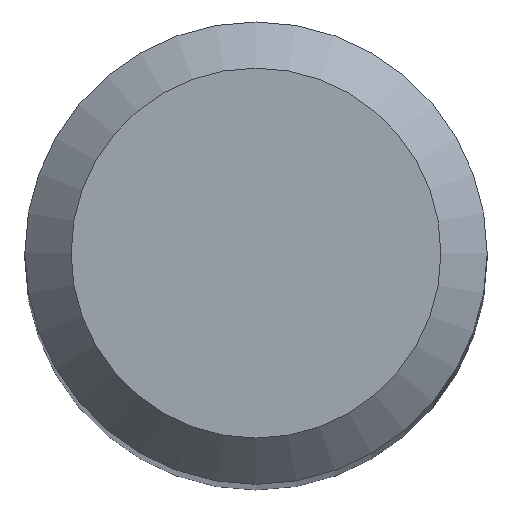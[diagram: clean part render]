
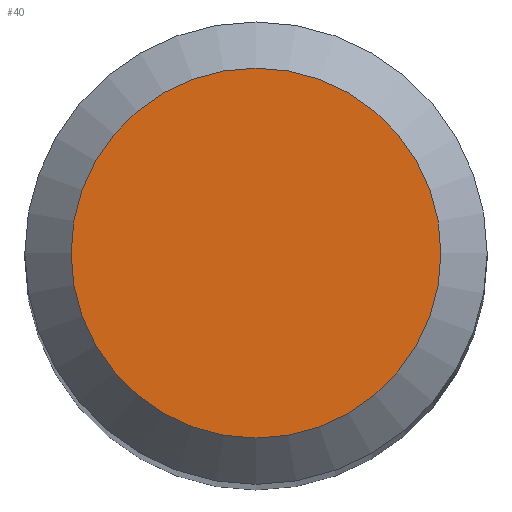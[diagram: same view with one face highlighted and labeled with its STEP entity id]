
A CAD part, top view. The second image highlights one B-rep face of the part: STEP entity #40.
In plain terms, the highlighted planar face has unit normal (0, 0, 1).
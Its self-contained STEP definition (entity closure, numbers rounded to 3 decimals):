
#1 = ORIENTED_EDGE ( 'NONE', *, *, #86, .F. ) ;
#8 = CARTESIAN_POINT ( 'NONE',  ( 0., 0., 60. ) ) ;
#17 = AXIS2_PLACEMENT_3D ( 'NONE', #8, #59, #199 ) ;
#26 = VERTEX_POINT ( 'NONE', #188 ) ;
#40 = ADVANCED_FACE ( 'NONE', ( #78 ), #117, .F. ) ;
#59 = DIRECTION ( 'NONE',  ( 0., 0., -1. ) ) ;
#67 = AXIS2_PLACEMENT_3D ( 'NONE', #172, #185, #183 ) ;
#78 = FACE_OUTER_BOUND ( 'NONE', #128, .T. ) ;
#86 = EDGE_CURVE ( 'NONE', #26, #26, #149, .T. ) ;
#117 = PLANE ( 'NONE',  #67 ) ;
#128 = EDGE_LOOP ( 'NONE', ( #1 ) ) ;
#149 = CIRCLE ( 'NONE', #17, 2.4 ) ;
#172 = CARTESIAN_POINT ( 'NONE',  ( 0., 0., 60. ) ) ;
#183 = DIRECTION ( 'NONE',  ( 0., 1., 0. ) ) ;
#185 = DIRECTION ( 'NONE',  ( 0., 0., -1. ) ) ;
#188 = CARTESIAN_POINT ( 'NONE',  ( 0., 2.4, 60. ) ) ;
#199 = DIRECTION ( 'NONE',  ( 0., 1., 0. ) ) ;
